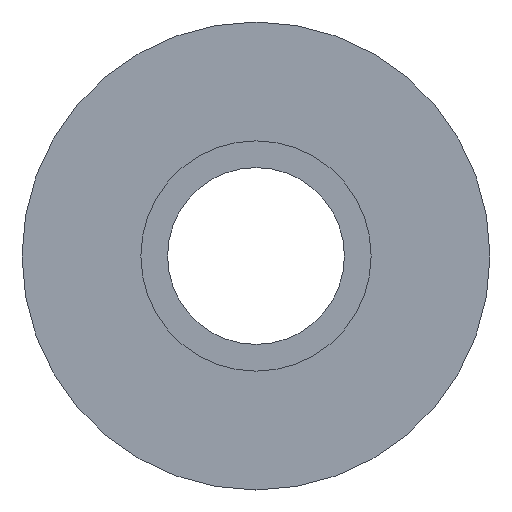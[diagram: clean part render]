
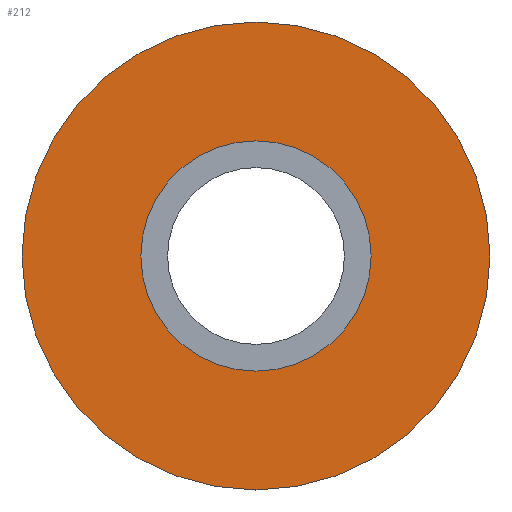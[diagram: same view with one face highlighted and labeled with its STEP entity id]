
A CAD part, front view. The second image highlights one B-rep face of the part: STEP entity #212.
In plain terms, the highlighted planar face has unit normal (0, -1, 0).
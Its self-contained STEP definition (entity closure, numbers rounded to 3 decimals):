
#20=FACE_BOUND('',#62,.T.);
#25=PLANE('',#266);
#42=FACE_OUTER_BOUND('',#61,.T.);
#61=EDGE_LOOP('',(#187));
#62=EDGE_LOOP('',(#188));
#97=CIRCLE('',#265,78.75);
#98=CIRCLE('',#267,31.75);
#113=VERTEX_POINT('',#394);
#114=VERTEX_POINT('',#398);
#137=EDGE_CURVE('',#113,#113,#97,.T.);
#139=EDGE_CURVE('',#114,#114,#98,.T.);
#187=ORIENTED_EDGE('',*,*,#137,.T.);
#188=ORIENTED_EDGE('',*,*,#139,.F.);
#212=ADVANCED_FACE('',(#42,#20),#25,.T.);
#265=AXIS2_PLACEMENT_3D('',#395,#334,#335);
#266=AXIS2_PLACEMENT_3D('',#397,#337,#338);
#267=AXIS2_PLACEMENT_3D('',#399,#339,#340);
#334=DIRECTION('center_axis',(0.,-1.,0.));
#335=DIRECTION('ref_axis',(1.,0.,0.));
#337=DIRECTION('center_axis',(0.,-1.,0.));
#338=DIRECTION('ref_axis',(0.,0.,-1.));
#339=DIRECTION('center_axis',(0.,-1.,0.));
#340=DIRECTION('ref_axis',(1.,0.,0.));
#394=CARTESIAN_POINT('',(78.75,30.75,0.));
#395=CARTESIAN_POINT('Origin',(0.,30.75,0.));
#397=CARTESIAN_POINT('Origin',(-31.75,30.75,0.));
#398=CARTESIAN_POINT('',(31.75,30.75,0.));
#399=CARTESIAN_POINT('Origin',(0.,30.75,0.));
